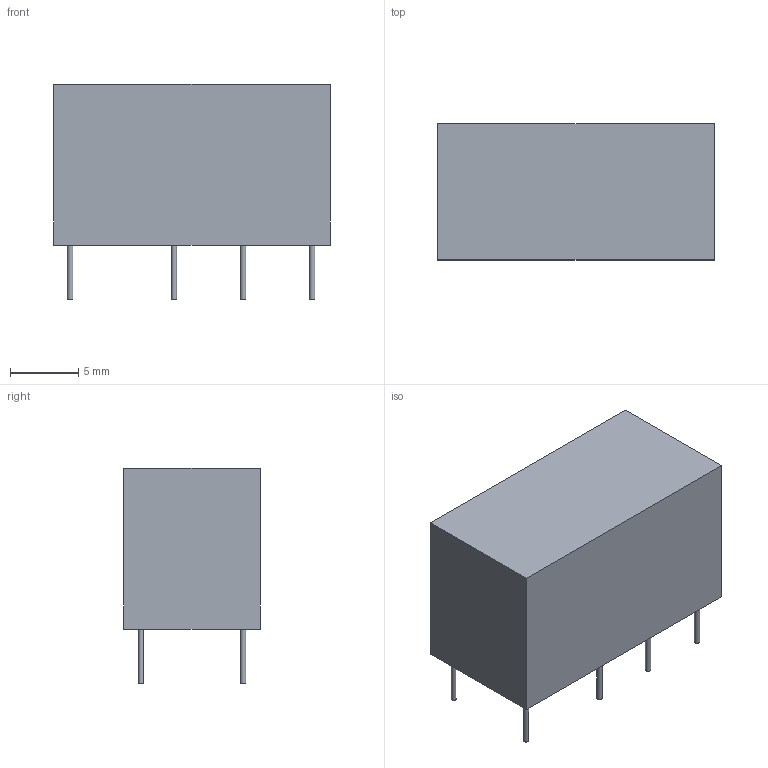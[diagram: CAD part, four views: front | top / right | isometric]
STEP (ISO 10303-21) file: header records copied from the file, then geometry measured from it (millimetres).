
FILE_DESCRIPTION(('FreeCAD Model'),'2;1');
FILE_NAME('Open CASCADE Shape Model','2023-05-27T13:57:01',('Author'),( ''),'Open CASCADE STEP processor 7.6','FreeCAD','Unknown');
FILE_SCHEMA(('AUTOMOTIVE_DESIGN { 1 0 10303 214 1 1 1 1 }'));
Length unit declared in the file: millimetre
Products named in the file (10): Unnamed; Body - Pin 1; Body - Pin 2; Body - Pin 3; Body - Pin 4; Body - Pin 5; Body - Pin 6; Body - Pin 7; Body - Pin 8; Body - Housing
Assembly tree (9 placements, depth 2):
  Unnamed
    Body - Pin 1
    Body - Pin 2
    Body - Pin 3
    Body - Pin 4
    Body - Pin 5
    Body - Pin 6
    Body - Pin 7
    Body - Pin 8
    Body - Housing
Bounding box: 20.3 x 10 x 15.8 mm (x, y, z)
Volume: 2399.4 mm3; surface area: 1163.3 mm2
Topology: 9 solids, 9 shells, 30 faces, 36 edges, 24 vertices
Faces by surface type: plane 22, cylinder 8
Full cylindrical faces by diameter (mm): 0.4 x8
Entity records: 845 total; most frequent: DIRECTION 132, CARTESIAN_POINT 100, ORIENTED_EDGE 72, AXIS2_PLACEMENT_3D 56, EDGE_CURVE 36, ADVANCED_FACE 30, FACE_BOUND 30, EDGE_LOOP 30
